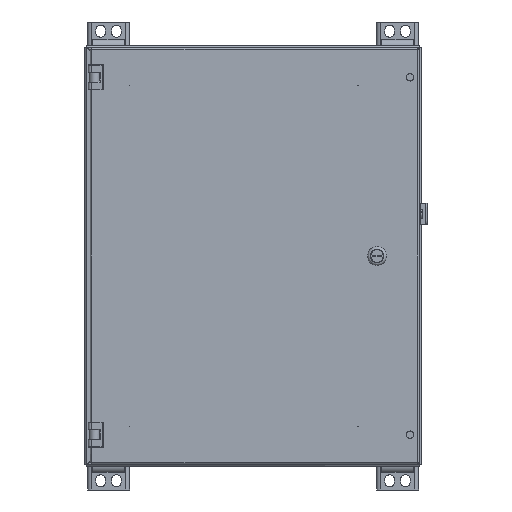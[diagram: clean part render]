
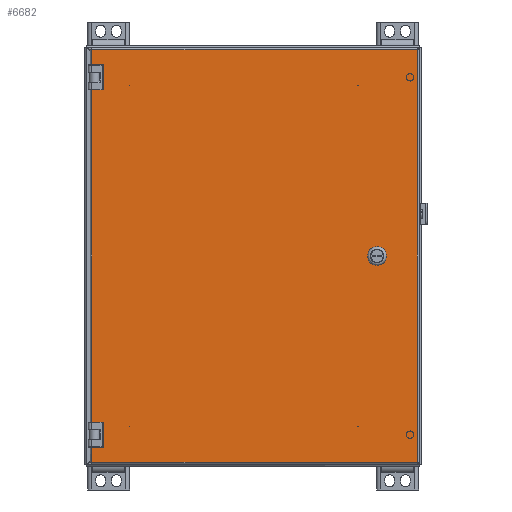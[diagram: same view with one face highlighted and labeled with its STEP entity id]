
A CAD part, front view. The second image highlights one B-rep face of the part: STEP entity #6682.
In plain terms, the highlighted planar face has unit normal (0, -1, 0).
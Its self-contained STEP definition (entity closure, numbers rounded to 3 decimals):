
#6682 = ADVANCED_FACE( '', ( #14020, #14021 ), #14022, .T. );
#14020 = FACE_BOUND( '', #44276, .T. );
#14021 = FACE_OUTER_BOUND( '', #44277, .T. );
#14022 = PLANE( '', #44278 );
#44276 = EDGE_LOOP( '', ( #72872, #72873, #72874, #72875 ) );
#44277 = EDGE_LOOP( '', ( #72876, #72877, #72878, #72879, #72880, #72881, #72882, #72883, #72884, #72885, #72886, #72887 ) );
#44278 = AXIS2_PLACEMENT_3D( '', #72888, #72889, #72890 );
#72872 = ORIENTED_EDGE( '', *, *, #87834, .F. );
#72873 = ORIENTED_EDGE( '', *, *, #84764, .F. );
#72874 = ORIENTED_EDGE( '', *, *, #84629, .F. );
#72875 = ORIENTED_EDGE( '', *, *, #88382, .F. );
#72876 = ORIENTED_EDGE( '', *, *, #86263, .F. );
#72877 = ORIENTED_EDGE( '', *, *, #86453, .F. );
#72878 = ORIENTED_EDGE( '', *, *, #84053, .F. );
#72879 = ORIENTED_EDGE( '', *, *, #85364, .F. );
#72880 = ORIENTED_EDGE( '', *, *, #88383, .F. );
#72881 = ORIENTED_EDGE( '', *, *, #88059, .F. );
#72882 = ORIENTED_EDGE( '', *, *, #86989, .F. );
#72883 = ORIENTED_EDGE( '', *, *, #88384, .T. );
#72884 = ORIENTED_EDGE( '', *, *, #83531, .F. );
#72885 = ORIENTED_EDGE( '', *, *, #86985, .F. );
#72886 = ORIENTED_EDGE( '', *, *, #84235, .F. );
#72887 = ORIENTED_EDGE( '', *, *, #88385, .F. );
#72888 = CARTESIAN_POINT( '', ( 0., 0., 0. ) );
#72889 = DIRECTION( '', ( 0., -1., 0. ) );
#72890 = DIRECTION( '', ( 0., 0., -1. ) );
#83531 = EDGE_CURVE( '', #92911, #92913, #92914, .T. );
#84053 = EDGE_CURVE( '', #93769, #93771, #93772, .T. );
#84235 = EDGE_CURVE( '', #94081, #94083, #94084, .T. );
#84629 = EDGE_CURVE( '', #94717, #94719, #94720, .T. );
#84764 = EDGE_CURVE( '', #94719, #94931, #94932, .T. );
#85364 = EDGE_CURVE( '', #95851, #93769, #95853, .T. );
#86263 = EDGE_CURVE( '', #97205, #97207, #97208, .T. );
#86453 = EDGE_CURVE( '', #93771, #97205, #97487, .T. );
#86985 = EDGE_CURVE( '', #94083, #92911, #98225, .T. );
#86989 = EDGE_CURVE( '', #90902, #94573, #98229, .T. );
#87834 = EDGE_CURVE( '', #94931, #99404, #99405, .T. );
#88059 = EDGE_CURVE( '', #94573, #97077, #99685, .T. );
#88382 = EDGE_CURVE( '', #99404, #94717, #100080, .T. );
#88383 = EDGE_CURVE( '', #97077, #95851, #100081, .T. );
#88384 = EDGE_CURVE( '', #90902, #92913, #100082, .T. );
#88385 = EDGE_CURVE( '', #97207, #94081, #100083, .T. );
#90902 = VERTEX_POINT( '', #103997 );
#92911 = VERTEX_POINT( '', #109766 );
#92913 = VERTEX_POINT( '', #109768 );
#92914 = LINE( '', #109769, #109770 );
#93769 = VERTEX_POINT( '', #111726 );
#93771 = VERTEX_POINT( '', #111729 );
#93772 = LINE( '', #111730, #111731 );
#94081 = VERTEX_POINT( '', #112395 );
#94083 = VERTEX_POINT( '', #112398 );
#94084 = LINE( '', #112399, #112400 );
#94573 = VERTEX_POINT( '', #113793 );
#94717 = VERTEX_POINT( '', #114170 );
#94719 = VERTEX_POINT( '', #114173 );
#94720 = CIRCLE( '', #114174, 9.716 );
#94931 = VERTEX_POINT( '', #114678 );
#94932 = LINE( '', #114679, #114680 );
#95851 = VERTEX_POINT( '', #117260 );
#95853 = LINE( '', #117262, #117263 );
#97077 = VERTEX_POINT( '', #120012 );
#97205 = VERTEX_POINT( '', #120271 );
#97207 = VERTEX_POINT( '', #120273 );
#97208 = LINE( '', #120274, #120275 );
#97487 = LINE( '', #120857, #120858 );
#98225 = LINE( '', #122719, #122720 );
#98229 = LINE( '', #122725, #122726 );
#99404 = VERTEX_POINT( '', #126401 );
#99405 = CIRCLE( '', #126402, 9.716 );
#99685 = LINE( '', #127073, #127074 );
#100080 = LINE( '', #128217, #128218 );
#100081 = LINE( '', #128219, #128220 );
#100082 = LINE( '', #128221, #128222 );
#100083 = LINE( '', #128223, #128224 );
#103997 = CARTESIAN_POINT( '', ( 196.498, 0., 249.282 ) );
#109766 = CARTESIAN_POINT( '', ( -196.498, 0., 226.212 ) );
#109768 = CARTESIAN_POINT( '', ( -196.498, 0., 249.282 ) );
#109769 = CARTESIAN_POINT( '', ( -196.498, 0., -249.282 ) );
#109770 = VECTOR( '', #133305, 1000. );
#111726 = CARTESIAN_POINT( '', ( -184.331, 0., -226.212 ) );
#111729 = CARTESIAN_POINT( '', ( -184.331, 0., -205.588 ) );
#111730 = CARTESIAN_POINT( '', ( -184.331, 0., 0. ) );
#111731 = VECTOR( '', #133706, 1000. );
#112395 = CARTESIAN_POINT( '', ( -184.331, 0., 205.588 ) );
#112398 = CARTESIAN_POINT( '', ( -184.331, 0., 226.212 ) );
#112399 = CARTESIAN_POINT( '', ( -184.331, 0., 431.8 ) );
#112400 = VECTOR( '', #133837, 1000. );
#113793 = CARTESIAN_POINT( '', ( 196.498, 0., -249.282 ) );
#114170 = CARTESIAN_POINT( '', ( 139.906, 0., -5.322 ) );
#114173 = CARTESIAN_POINT( '', ( 156.162, 0., -5.322 ) );
#114174 = AXIS2_PLACEMENT_3D( '', #134127, #134128, #134129 );
#114678 = CARTESIAN_POINT( '', ( 156.162, 0., 5.322 ) );
#114679 = CARTESIAN_POINT( '', ( 156.162, 0., 5.322 ) );
#114680 = VECTOR( '', #134213, 1000. );
#117260 = CARTESIAN_POINT( '', ( -196.498, 0., -226.212 ) );
#117262 = CARTESIAN_POINT( '', ( 0., 0., -226.212 ) );
#117263 = VECTOR( '', #134652, 1000. );
#120012 = CARTESIAN_POINT( '', ( -196.498, 0., -249.282 ) );
#120271 = CARTESIAN_POINT( '', ( -196.498, 0., -205.588 ) );
#120273 = CARTESIAN_POINT( '', ( -196.498, 0., 205.588 ) );
#120274 = CARTESIAN_POINT( '', ( -196.498, 0., -249.282 ) );
#120275 = VECTOR( '', #135325, 1000. );
#120857 = CARTESIAN_POINT( '', ( 0., 0., -205.588 ) );
#120858 = VECTOR( '', #135492, 1000. );
#122719 = CARTESIAN_POINT( '', ( 0., 0., 226.212 ) );
#122720 = VECTOR( '', #135855, 1000. );
#122725 = CARTESIAN_POINT( '', ( 196.498, 0., 249.282 ) );
#122726 = VECTOR( '', #135857, 1000. );
#126401 = CARTESIAN_POINT( '', ( 139.906, 0., 5.322 ) );
#126402 = AXIS2_PLACEMENT_3D( '', #136302, #136303, #136304 );
#127073 = CARTESIAN_POINT( '', ( 196.498, 0., -249.282 ) );
#127074 = VECTOR( '', #136447, 1000. );
#128217 = CARTESIAN_POINT( '', ( 139.906, 0., 5.322 ) );
#128218 = VECTOR( '', #136604, 1000. );
#128219 = CARTESIAN_POINT( '', ( -196.498, 0., -249.282 ) );
#128220 = VECTOR( '', #136605, 1000. );
#128221 = CARTESIAN_POINT( '', ( -196.498, 0., 249.282 ) );
#128222 = VECTOR( '', #136606, 1000. );
#128223 = CARTESIAN_POINT( '', ( 0., 0., 205.588 ) );
#128224 = VECTOR( '', #136607, 1000. );
#133305 = DIRECTION( '', ( 0., 0., 1. ) );
#133706 = DIRECTION( '', ( 0., 0., 1. ) );
#133837 = DIRECTION( '', ( 0., 0., 1. ) );
#134127 = CARTESIAN_POINT( '', ( 148.034, 0., 0. ) );
#134128 = DIRECTION( '', ( 0., -1., 0. ) );
#134129 = DIRECTION( '', ( 1., 0., 0. ) );
#134213 = DIRECTION( '', ( 0., 0., 1. ) );
#134652 = DIRECTION( '', ( 1., 0., 0. ) );
#135325 = DIRECTION( '', ( 0., 0., 1. ) );
#135492 = DIRECTION( '', ( -1., 0., 0. ) );
#135855 = DIRECTION( '', ( -1., 0., 0. ) );
#135857 = DIRECTION( '', ( 0., 0., -1. ) );
#136302 = CARTESIAN_POINT( '', ( 148.034, 0., 0. ) );
#136303 = DIRECTION( '', ( 0., -1., 0. ) );
#136304 = DIRECTION( '', ( 1., 0., 0. ) );
#136447 = DIRECTION( '', ( -1., 0., 0. ) );
#136604 = DIRECTION( '', ( 0., 0., -1. ) );
#136605 = DIRECTION( '', ( 0., 0., 1. ) );
#136606 = DIRECTION( '', ( -1., 0., 0. ) );
#136607 = DIRECTION( '', ( 1., 0., 0. ) );
